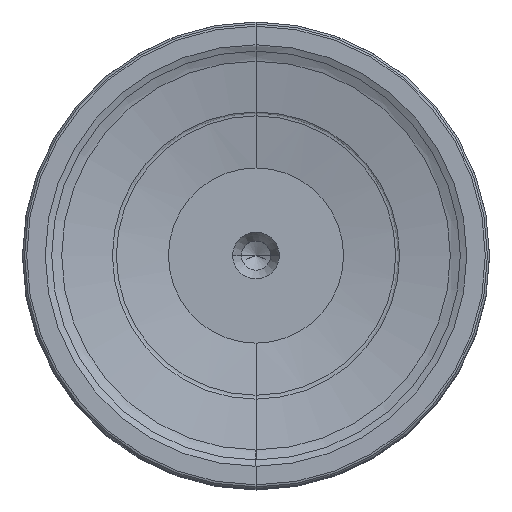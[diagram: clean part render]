
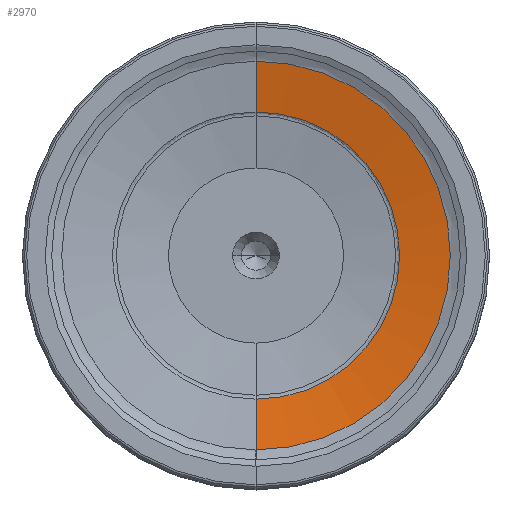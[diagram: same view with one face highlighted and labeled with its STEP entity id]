
A CAD part, top view. The second image highlights one B-rep face of the part: STEP entity #2970.
In plain terms, the highlighted face is a revolution surface.
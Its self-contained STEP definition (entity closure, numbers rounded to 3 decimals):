
#1158=CARTESIAN_POINT('',(0.,0.,128.556));
#1159=DIRECTION('',(0.,0.,-1.));
#1160=DIRECTION('',(0.,1.,0.));
#1161=AXIS2_PLACEMENT_3D('',#1158,#1159,#1160);
#1196=CARTESIAN_POINT('',(0.,16.643,129.362));
#1197=CARTESIAN_POINT('',(0.,16.593,129.352));
#1198=CARTESIAN_POINT('',(0.,16.493,129.334));
#1199=CARTESIAN_POINT('',(0.,16.343,129.306));
#1200=CARTESIAN_POINT('',(0.,16.193,129.278));
#1201=CARTESIAN_POINT('',(0.,16.043,129.25));
#1202=CARTESIAN_POINT('',(0.,15.893,129.223));
#1203=CARTESIAN_POINT('',(0.,15.743,129.195));
#1204=CARTESIAN_POINT('',(0.,15.593,129.167));
#1205=CARTESIAN_POINT('',(0.,15.443,129.139));
#1206=CARTESIAN_POINT('',(0.,15.293,129.112));
#1207=CARTESIAN_POINT('',(0.,15.143,129.084));
#1208=CARTESIAN_POINT('',(0.,14.993,129.056));
#1209=CARTESIAN_POINT('',(0.,14.844,129.028));
#1210=CARTESIAN_POINT('',(0.,14.694,129.));
#1211=CARTESIAN_POINT('',(0.,14.544,128.973));
#1212=CARTESIAN_POINT('',(0.,14.394,128.945));
#1213=CARTESIAN_POINT('',(0.,14.244,128.917));
#1214=CARTESIAN_POINT('',(0.,14.095,128.889));
#1215=CARTESIAN_POINT('',(0.,13.945,128.861));
#1216=CARTESIAN_POINT('',(0.,13.795,128.834));
#1217=CARTESIAN_POINT('',(0.,13.645,128.806));
#1218=CARTESIAN_POINT('',(0.,13.496,128.778));
#1219=CARTESIAN_POINT('',(0.,13.346,128.75));
#1220=CARTESIAN_POINT('',(0.,13.196,128.722));
#1221=CARTESIAN_POINT('',(0.,13.047,128.695));
#1222=CARTESIAN_POINT('',(0.,12.897,128.667));
#1223=CARTESIAN_POINT('',(0.,12.747,128.639));
#1224=CARTESIAN_POINT('',(0.,12.598,128.611));
#1225=CARTESIAN_POINT('',(0.,12.448,128.584));
#1226=CARTESIAN_POINT('',(0.,12.348,128.565));
#1227=CARTESIAN_POINT('',(0.,12.299,128.556));
#1229=CARTESIAN_POINT('',(0.,0.,129.362));
#1230=DIRECTION('',(0.,0.,-1.));
#1231=DIRECTION('',(0.,1.,0.));
#1232=AXIS2_PLACEMENT_3D('',#1229,#1230,#1231);
#1234=CARTESIAN_POINT('',(0.,-16.643,129.362));
#1235=CARTESIAN_POINT('',(0.,-16.593,129.352));
#1236=CARTESIAN_POINT('',(0.,-16.493,129.334));
#1237=CARTESIAN_POINT('',(0.,-16.343,129.306));
#1238=CARTESIAN_POINT('',(0.,-16.193,129.278));
#1239=CARTESIAN_POINT('',(0.,-16.043,129.25));
#1240=CARTESIAN_POINT('',(0.,-15.893,129.223));
#1241=CARTESIAN_POINT('',(0.,-15.743,129.195));
#1242=CARTESIAN_POINT('',(0.,-15.593,129.167));
#1243=CARTESIAN_POINT('',(0.,-15.443,129.139));
#1244=CARTESIAN_POINT('',(0.,-15.293,129.112));
#1245=CARTESIAN_POINT('',(0.,-15.143,129.084));
#1246=CARTESIAN_POINT('',(0.,-14.993,129.056));
#1247=CARTESIAN_POINT('',(0.,-14.844,129.028));
#1248=CARTESIAN_POINT('',(0.,-14.694,129.));
#1249=CARTESIAN_POINT('',(0.,-14.544,128.973));
#1250=CARTESIAN_POINT('',(0.,-14.394,128.945));
#1251=CARTESIAN_POINT('',(0.,-14.244,128.917));
#1252=CARTESIAN_POINT('',(0.,-14.095,128.889));
#1253=CARTESIAN_POINT('',(0.,-13.945,128.861));
#1254=CARTESIAN_POINT('',(0.,-13.795,128.834));
#1255=CARTESIAN_POINT('',(0.,-13.645,128.806));
#1256=CARTESIAN_POINT('',(0.,-13.496,128.778));
#1257=CARTESIAN_POINT('',(0.,-13.346,128.75));
#1258=CARTESIAN_POINT('',(0.,-13.196,128.722));
#1259=CARTESIAN_POINT('',(0.,-13.047,128.695));
#1260=CARTESIAN_POINT('',(0.,-12.897,128.667));
#1261=CARTESIAN_POINT('',(0.,-12.747,128.639));
#1262=CARTESIAN_POINT('',(0.,-12.598,128.611));
#1263=CARTESIAN_POINT('',(0.,-12.448,128.584));
#1264=CARTESIAN_POINT('',(0.,-12.348,128.565));
#1265=CARTESIAN_POINT('',(0.,-12.299,128.556));
#1308=CARTESIAN_POINT('',(0.,16.643,129.362));
#1346=CARTESIAN_POINT('',(0.,-16.643,129.362));
#2681=VERTEX_POINT('',#1308);
#2682=VERTEX_POINT('',#1227);
#2707=VERTEX_POINT('',#1346);
#2708=VERTEX_POINT('',#1265);
#2924=CARTESIAN_POINT('',(0.,12.299,128.556));
#2925=CARTESIAN_POINT('',(0.,12.348,128.565));
#2926=CARTESIAN_POINT('',(0.,12.448,128.584));
#2927=CARTESIAN_POINT('',(0.,12.598,128.611));
#2928=CARTESIAN_POINT('',(0.,12.747,128.639));
#2929=CARTESIAN_POINT('',(0.,12.897,128.667));
#2930=CARTESIAN_POINT('',(0.,13.047,128.695));
#2931=CARTESIAN_POINT('',(0.,13.196,128.722));
#2932=CARTESIAN_POINT('',(0.,13.346,128.75));
#2933=CARTESIAN_POINT('',(0.,13.496,128.778));
#2934=CARTESIAN_POINT('',(0.,13.645,128.806));
#2935=CARTESIAN_POINT('',(0.,13.795,128.834));
#2936=CARTESIAN_POINT('',(0.,13.945,128.861));
#2937=CARTESIAN_POINT('',(0.,14.095,128.889));
#2938=CARTESIAN_POINT('',(0.,14.244,128.917));
#2939=CARTESIAN_POINT('',(0.,14.394,128.945));
#2940=CARTESIAN_POINT('',(0.,14.544,128.973));
#2941=CARTESIAN_POINT('',(0.,14.694,129.));
#2942=CARTESIAN_POINT('',(0.,14.844,129.028));
#2943=CARTESIAN_POINT('',(0.,14.993,129.056));
#2944=CARTESIAN_POINT('',(0.,15.143,129.084));
#2945=CARTESIAN_POINT('',(0.,15.293,129.112));
#2946=CARTESIAN_POINT('',(0.,15.443,129.139));
#2947=CARTESIAN_POINT('',(0.,15.593,129.167));
#2948=CARTESIAN_POINT('',(0.,15.743,129.195));
#2949=CARTESIAN_POINT('',(0.,15.893,129.223));
#2950=CARTESIAN_POINT('',(0.,16.043,129.25));
#2951=CARTESIAN_POINT('',(0.,16.193,129.278));
#2952=CARTESIAN_POINT('',(0.,16.343,129.306));
#2953=CARTESIAN_POINT('',(0.,16.493,129.334));
#2954=CARTESIAN_POINT('',(0.,16.593,129.352));
#2955=CARTESIAN_POINT('',(0.,16.643,129.362));
#2957=CARTESIAN_POINT('',(0.,0.,26.155));
#2958=DIRECTION('',(0.,0.,1.));
#2959=AXIS1_PLACEMENT('',#2957,#2958);
#2960=SURFACE_OF_REVOLUTION('',#2956,#2959);
#2962=ORIENTED_EDGE('',*,*,#2961,.F.);
#2964=ORIENTED_EDGE('',*,*,#2963,.T.);
#2966=ORIENTED_EDGE('',*,*,#2965,.T.);
#2967=ORIENTED_EDGE('',*,*,#2917,.F.);
#2968=EDGE_LOOP('',(#2962,#2964,#2966,#2967));
#2969=FACE_OUTER_BOUND('',#2968,.F.);
#2970=ADVANCED_FACE('',(#2969),#2960,.F.);
#1162=CIRCLE('',#1161,12.299);
#1228=B_SPLINE_CURVE_WITH_KNOTS('',3,(#1196,#1197,#1198,#1199,#1200,#1201,#1202,
#1203,#1204,#1205,#1206,#1207,#1208,#1209,#1210,#1211,#1212,#1213,#1214,#1215,
#1216,#1217,#1218,#1219,#1220,#1221,#1222,#1223,#1224,#1225,#1226,#1227),
.UNSPECIFIED.,.F.,.F.,(4,1,1,1,1,1,1,1,1,1,1,1,1,1,1,1,1,1,1,1,1,1,1,1,1,1,1,1,
1,4),(0.,0.035,0.069,0.104,
0.138,0.173,0.207,0.242,
0.276,0.311,0.345,0.38,
0.414,0.449,0.483,0.518,
0.552,0.587,0.621,0.655,
0.69,0.724,0.759,0.793,
0.828,0.862,0.897,0.931,
0.966,1.),.UNSPECIFIED.);
#1233=CIRCLE('',#1232,16.643);
#1266=B_SPLINE_CURVE_WITH_KNOTS('',3,(#1234,#1235,#1236,#1237,#1238,#1239,#1240,
#1241,#1242,#1243,#1244,#1245,#1246,#1247,#1248,#1249,#1250,#1251,#1252,#1253,
#1254,#1255,#1256,#1257,#1258,#1259,#1260,#1261,#1262,#1263,#1264,#1265),
.UNSPECIFIED.,.F.,.F.,(4,1,1,1,1,1,1,1,1,1,1,1,1,1,1,1,1,1,1,1,1,1,1,1,1,1,1,1,
1,4),(0.,0.035,0.069,0.104,
0.138,0.173,0.207,0.242,
0.276,0.311,0.345,0.38,
0.414,0.449,0.483,0.518,
0.552,0.587,0.621,0.655,
0.69,0.724,0.759,0.793,
0.828,0.862,0.897,0.931,
0.966,1.),.UNSPECIFIED.);
#2917=EDGE_CURVE('',#2682,#2708,#1162,.T.);
#2956=B_SPLINE_CURVE_WITH_KNOTS('',3,(#2924,#2925,#2926,#2927,#2928,#2929,#2930,
#2931,#2932,#2933,#2934,#2935,#2936,#2937,#2938,#2939,#2940,#2941,#2942,#2943,
#2944,#2945,#2946,#2947,#2948,#2949,#2950,#2951,#2952,#2953,#2954,#2955),
.UNSPECIFIED.,.F.,.F.,(4,1,1,1,1,1,1,1,1,1,1,1,1,1,1,1,1,1,1,1,1,1,1,1,1,1,1,1,
1,4),(0.,0.034,0.069,0.103,
0.138,0.172,0.207,0.241,
0.276,0.31,0.345,0.379,
0.413,0.448,0.482,0.517,
0.551,0.586,0.62,0.655,
0.689,0.724,0.758,0.793,
0.827,0.862,0.896,0.931,
0.965,1.),.UNSPECIFIED.);
#2961=EDGE_CURVE('',#2681,#2682,#1228,.T.);
#2963=EDGE_CURVE('',#2681,#2707,#1233,.T.);
#2965=EDGE_CURVE('',#2707,#2708,#1266,.T.);
